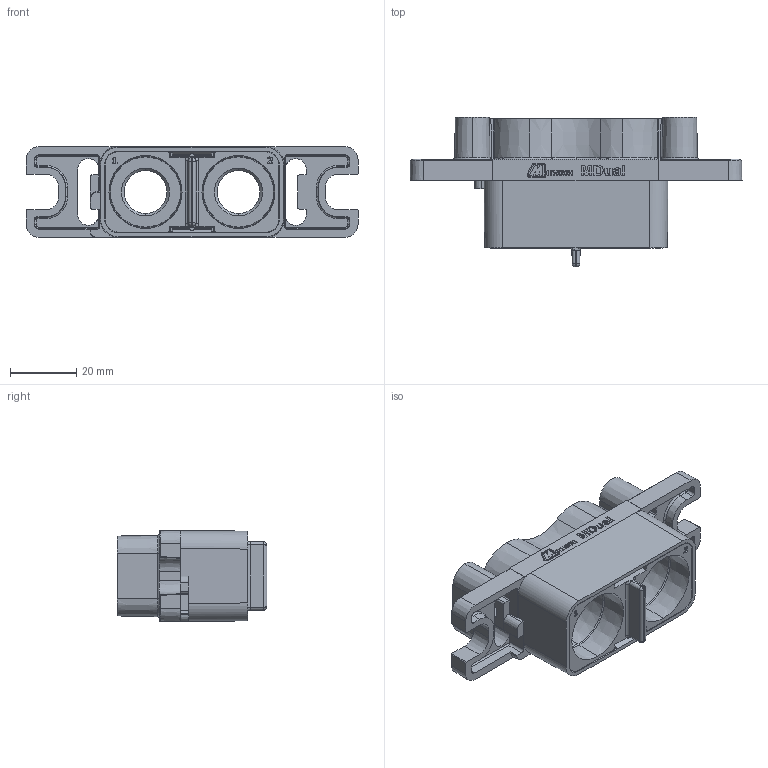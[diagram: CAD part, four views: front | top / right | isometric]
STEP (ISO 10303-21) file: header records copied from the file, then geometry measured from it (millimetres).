
FILE_DESCRIPTION (( 'STEP AP203' ), '1' );
FILE_NAME ('6316-07674-01100-RM_COPY.STEP', '2019-07-25T16:56:06', ( '' ), ( '' ), 'SwSTEP 2.0', 'SolidWorks 2018', '' );
FILE_SCHEMA (( 'CONFIG_CONTROL_DESIGN' ));
Length unit declared in the file: millimetre
Products named in the file (3): 6316-07674-01100-RM_COPY; 6212-07675-02500-RM_COPY_Insulator; 6212-07676-02500-RM_COPY_Insulator Insert
Assembly tree (2 placements, depth 2):
  6316-07674-01100-RM_COPY
    6212-07675-02500-RM_COPY_Insulator
    6212-07676-02500-RM_COPY_Insulator Insert
Bounding box: 100 x 45.13 x 27.4 mm (x, y, z)
Volume: 28836.3 mm3; surface area: 28739.6 mm2
Topology: 3 solids, 3 shells, 985 faces, 2684 edges, 1722 vertices
Faces by surface type: plane 524, cone 160, bspline 124, cylinder 116, torus 47, sphere 14
Entity records: 36924 total; most frequent: CARTESIAN_POINT 13001, ORIENTED_EDGE 5332, DIRECTION 4345, EDGE_CURVE 2666, VERTEX_POINT 1722, VECTOR 1675, LINE 1675, AXIS2_PLACEMENT_3D 1335
